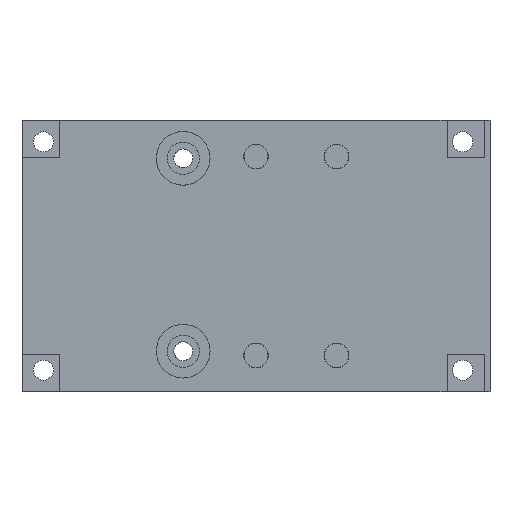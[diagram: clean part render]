
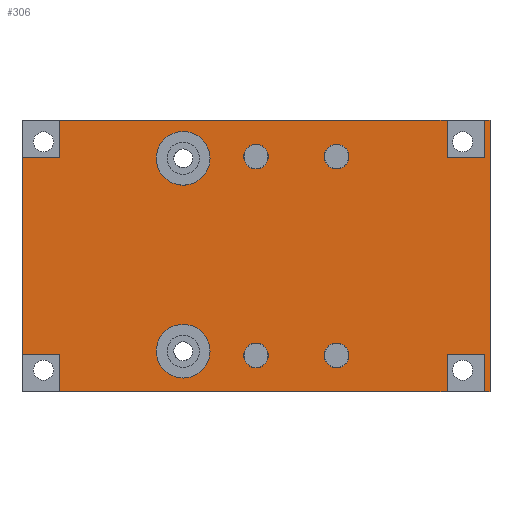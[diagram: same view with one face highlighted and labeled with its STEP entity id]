
A CAD part, top view. The second image highlights one B-rep face of the part: STEP entity #306.
In plain terms, the highlighted planar face has unit normal (0, 0, 1).
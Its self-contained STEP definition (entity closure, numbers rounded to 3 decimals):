
#32 = VERTEX_POINT('',#33);
#33 = CARTESIAN_POINT('',(18.55,-18.65,12.));
#39 = EDGE_CURVE('',#32,#40,#42,.T.);
#40 = VERTEX_POINT('',#41);
#41 = CARTESIAN_POINT('',(17.55,-18.65,12.));
#42 = LINE('',#43,#44);
#43 = CARTESIAN_POINT('',(-25.55,-18.65,12.));
#44 = VECTOR('',#45,1.);
#45 = DIRECTION('',(-1.,0.,0.));
#64 = VERTEX_POINT('',#65);
#65 = CARTESIAN_POINT('',(10.55,-18.65,12.));
#71 = EDGE_CURVE('',#72,#64,#74,.T.);
#72 = VERTEX_POINT('',#73);
#73 = CARTESIAN_POINT('',(-61.65,-18.65,12.));
#74 = LINE('',#75,#76);
#75 = CARTESIAN_POINT('',(-61.65,-18.65,12.));
#76 = VECTOR('',#77,1.);
#77 = DIRECTION('',(1.,0.,0.));
#286 = EDGE_CURVE('',#287,#32,#289,.T.);
#287 = VERTEX_POINT('',#288);
#288 = CARTESIAN_POINT('',(18.55,31.85,12.));
#289 = LINE('',#290,#291);
#290 = CARTESIAN_POINT('',(18.55,6.6,12.));
#291 = VECTOR('',#292,1.);
#292 = DIRECTION('',(0.,-1.,0.));
#306 = ADVANCED_FACE('',(#307,#412,#423,#434,#445,#456,#467),#478,.F.);
#307 = FACE_BOUND('',#308,.F.);
#308 = EDGE_LOOP('',(#309,#310,#311,#319,#327,#333,#334,#342,#350,#358,
    #366,#374,#382,#390,#398,#406));
#309 = ORIENTED_EDGE('',*,*,#286,.T.);
#310 = ORIENTED_EDGE('',*,*,#39,.T.);
#311 = ORIENTED_EDGE('',*,*,#312,.T.);
#312 = EDGE_CURVE('',#40,#313,#315,.T.);
#313 = VERTEX_POINT('',#314);
#314 = CARTESIAN_POINT('',(17.55,-11.75,12.));
#315 = LINE('',#316,#317);
#316 = CARTESIAN_POINT('',(17.55,6.6,12.));
#317 = VECTOR('',#318,1.);
#318 = DIRECTION('',(0.,1.,0.));
#319 = ORIENTED_EDGE('',*,*,#320,.F.);
#320 = EDGE_CURVE('',#321,#313,#323,.T.);
#321 = VERTEX_POINT('',#322);
#322 = CARTESIAN_POINT('',(10.55,-11.75,12.));
#323 = LINE('',#324,#325);
#324 = CARTESIAN_POINT('',(17.55,-11.75,12.));
#325 = VECTOR('',#326,1.);
#326 = DIRECTION('',(1.,0.,0.));
#327 = ORIENTED_EDGE('',*,*,#328,.F.);
#328 = EDGE_CURVE('',#64,#321,#329,.T.);
#329 = LINE('',#330,#331);
#330 = CARTESIAN_POINT('',(10.55,-11.75,12.));
#331 = VECTOR('',#332,1.);
#332 = DIRECTION('',(0.,1.,0.));
#333 = ORIENTED_EDGE('',*,*,#71,.F.);
#334 = ORIENTED_EDGE('',*,*,#335,.F.);
#335 = EDGE_CURVE('',#336,#72,#338,.T.);
#336 = VERTEX_POINT('',#337);
#337 = CARTESIAN_POINT('',(-61.65,-11.75,12.));
#338 = LINE('',#339,#340);
#339 = CARTESIAN_POINT('',(-61.65,6.6,12.));
#340 = VECTOR('',#341,1.);
#341 = DIRECTION('',(0.,-1.,0.));
#342 = ORIENTED_EDGE('',*,*,#343,.F.);
#343 = EDGE_CURVE('',#344,#336,#346,.T.);
#344 = VERTEX_POINT('',#345);
#345 = CARTESIAN_POINT('',(-68.55,-11.75,12.));
#346 = LINE('',#347,#348);
#347 = CARTESIAN_POINT('',(-25.55,-11.75,12.));
#348 = VECTOR('',#349,1.);
#349 = DIRECTION('',(1.,0.,0.));
#350 = ORIENTED_EDGE('',*,*,#351,.F.);
#351 = EDGE_CURVE('',#352,#344,#354,.T.);
#352 = VERTEX_POINT('',#353);
#353 = CARTESIAN_POINT('',(-68.55,24.95,12.));
#354 = LINE('',#355,#356);
#355 = CARTESIAN_POINT('',(-68.55,-18.75,12.));
#356 = VECTOR('',#357,1.);
#357 = DIRECTION('',(0.,-1.,0.));
#358 = ORIENTED_EDGE('',*,*,#359,.F.);
#359 = EDGE_CURVE('',#360,#352,#362,.T.);
#360 = VERTEX_POINT('',#361);
#361 = CARTESIAN_POINT('',(-61.65,24.95,12.));
#362 = LINE('',#363,#364);
#363 = CARTESIAN_POINT('',(-25.55,24.95,12.));
#364 = VECTOR('',#365,1.);
#365 = DIRECTION('',(-1.,0.,0.));
#366 = ORIENTED_EDGE('',*,*,#367,.F.);
#367 = EDGE_CURVE('',#368,#360,#370,.T.);
#368 = VERTEX_POINT('',#369);
#369 = CARTESIAN_POINT('',(-61.65,31.85,12.));
#370 = LINE('',#371,#372);
#371 = CARTESIAN_POINT('',(-61.65,24.95,12.));
#372 = VECTOR('',#373,1.);
#373 = DIRECTION('',(0.,-1.,0.));
#374 = ORIENTED_EDGE('',*,*,#375,.F.);
#375 = EDGE_CURVE('',#376,#368,#378,.T.);
#376 = VERTEX_POINT('',#377);
#377 = CARTESIAN_POINT('',(10.55,31.85,12.));
#378 = LINE('',#379,#380);
#379 = CARTESIAN_POINT('',(-68.65,31.85,12.));
#380 = VECTOR('',#381,1.);
#381 = DIRECTION('',(-1.,0.,0.));
#382 = ORIENTED_EDGE('',*,*,#383,.F.);
#383 = EDGE_CURVE('',#384,#376,#386,.T.);
#384 = VERTEX_POINT('',#385);
#385 = CARTESIAN_POINT('',(10.55,24.95,12.));
#386 = LINE('',#387,#388);
#387 = CARTESIAN_POINT('',(10.55,6.6,12.));
#388 = VECTOR('',#389,1.);
#389 = DIRECTION('',(0.,1.,0.));
#390 = ORIENTED_EDGE('',*,*,#391,.F.);
#391 = EDGE_CURVE('',#392,#384,#394,.T.);
#392 = VERTEX_POINT('',#393);
#393 = CARTESIAN_POINT('',(17.55,24.95,12.));
#394 = LINE('',#395,#396);
#395 = CARTESIAN_POINT('',(17.55,24.95,12.));
#396 = VECTOR('',#397,1.);
#397 = DIRECTION('',(-1.,0.,0.));
#398 = ORIENTED_EDGE('',*,*,#399,.T.);
#399 = EDGE_CURVE('',#392,#400,#402,.T.);
#400 = VERTEX_POINT('',#401);
#401 = CARTESIAN_POINT('',(17.55,31.85,12.));
#402 = LINE('',#403,#404);
#403 = CARTESIAN_POINT('',(17.55,6.6,12.));
#404 = VECTOR('',#405,1.);
#405 = DIRECTION('',(0.,1.,0.));
#406 = ORIENTED_EDGE('',*,*,#407,.T.);
#407 = EDGE_CURVE('',#400,#287,#408,.T.);
#408 = LINE('',#409,#410);
#409 = CARTESIAN_POINT('',(-25.55,31.85,12.));
#410 = VECTOR('',#411,1.);
#411 = DIRECTION('',(1.,0.,0.));
#412 = FACE_BOUND('',#413,.F.);
#413 = EDGE_LOOP('',(#414));
#414 = ORIENTED_EDGE('',*,*,#415,.T.);
#415 = EDGE_CURVE('',#416,#416,#418,.T.);
#416 = VERTEX_POINT('',#417);
#417 = CARTESIAN_POINT('',(-33.55,-11.12,12.));
#418 = CIRCLE('',#419,5.);
#419 = AXIS2_PLACEMENT_3D('',#420,#421,#422);
#420 = CARTESIAN_POINT('',(-38.55,-11.12,12.));
#421 = DIRECTION('',(0.,0.,1.));
#422 = DIRECTION('',(1.,0.,0.));
#423 = FACE_BOUND('',#424,.F.);
#424 = EDGE_LOOP('',(#425));
#425 = ORIENTED_EDGE('',*,*,#426,.T.);
#426 = EDGE_CURVE('',#427,#427,#429,.T.);
#427 = VERTEX_POINT('',#428);
#428 = CARTESIAN_POINT('',(-33.55,24.78,12.));
#429 = CIRCLE('',#430,5.);
#430 = AXIS2_PLACEMENT_3D('',#431,#432,#433);
#431 = CARTESIAN_POINT('',(-38.55,24.78,12.));
#432 = DIRECTION('',(0.,0.,1.));
#433 = DIRECTION('',(1.,0.,0.));
#434 = FACE_BOUND('',#435,.F.);
#435 = EDGE_LOOP('',(#436));
#436 = ORIENTED_EDGE('',*,*,#437,.F.);
#437 = EDGE_CURVE('',#438,#438,#440,.T.);
#438 = VERTEX_POINT('',#439);
#439 = CARTESIAN_POINT('',(-22.7,-11.9,12.));
#440 = CIRCLE('',#441,2.3);
#441 = AXIS2_PLACEMENT_3D('',#442,#443,#444);
#442 = CARTESIAN_POINT('',(-25.,-11.9,12.));
#443 = DIRECTION('',(0.,0.,-1.));
#444 = DIRECTION('',(1.,0.,0.));
#445 = FACE_BOUND('',#446,.F.);
#446 = EDGE_LOOP('',(#447));
#447 = ORIENTED_EDGE('',*,*,#448,.F.);
#448 = EDGE_CURVE('',#449,#449,#451,.T.);
#449 = VERTEX_POINT('',#450);
#450 = CARTESIAN_POINT('',(-7.7,-11.9,12.));
#451 = CIRCLE('',#452,2.3);
#452 = AXIS2_PLACEMENT_3D('',#453,#454,#455);
#453 = CARTESIAN_POINT('',(-10.,-11.9,12.));
#454 = DIRECTION('',(0.,0.,-1.));
#455 = DIRECTION('',(1.,0.,0.));
#456 = FACE_BOUND('',#457,.F.);
#457 = EDGE_LOOP('',(#458));
#458 = ORIENTED_EDGE('',*,*,#459,.F.);
#459 = EDGE_CURVE('',#460,#460,#462,.T.);
#460 = VERTEX_POINT('',#461);
#461 = CARTESIAN_POINT('',(-22.7,25.1,12.));
#462 = CIRCLE('',#463,2.3);
#463 = AXIS2_PLACEMENT_3D('',#464,#465,#466);
#464 = CARTESIAN_POINT('',(-25.,25.1,12.));
#465 = DIRECTION('',(0.,0.,-1.));
#466 = DIRECTION('',(1.,0.,0.));
#467 = FACE_BOUND('',#468,.F.);
#468 = EDGE_LOOP('',(#469));
#469 = ORIENTED_EDGE('',*,*,#470,.F.);
#470 = EDGE_CURVE('',#471,#471,#473,.T.);
#471 = VERTEX_POINT('',#472);
#472 = CARTESIAN_POINT('',(-7.7,25.1,12.));
#473 = CIRCLE('',#474,2.3);
#474 = AXIS2_PLACEMENT_3D('',#475,#476,#477);
#475 = CARTESIAN_POINT('',(-10.,25.1,12.));
#476 = DIRECTION('',(0.,0.,-1.));
#477 = DIRECTION('',(1.,0.,0.));
#478 = PLANE('',#479);
#479 = AXIS2_PLACEMENT_3D('',#480,#481,#482);
#480 = CARTESIAN_POINT('',(-25.55,6.6,12.));
#481 = DIRECTION('',(0.,0.,-1.));
#482 = DIRECTION('',(0.,1.,0.));
